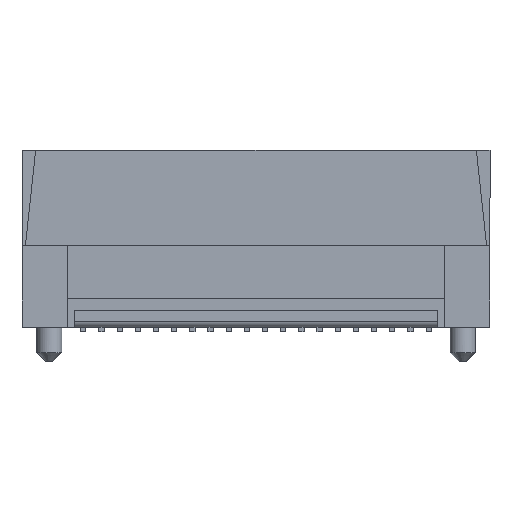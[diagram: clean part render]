
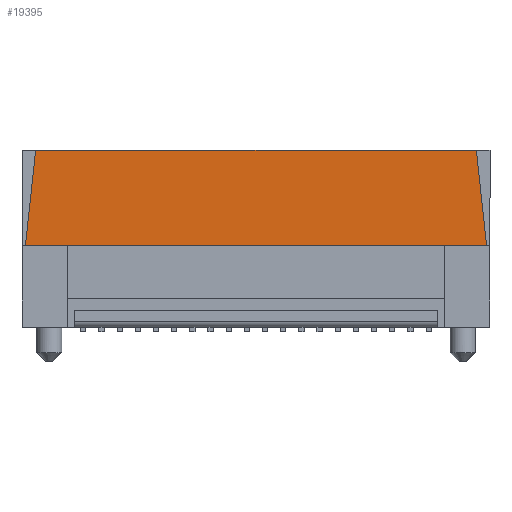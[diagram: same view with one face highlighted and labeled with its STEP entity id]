
A CAD part, front view. The second image highlights one B-rep face of the part: STEP entity #19395.
In plain terms, the highlighted planar face has unit normal (0, -1, 0).
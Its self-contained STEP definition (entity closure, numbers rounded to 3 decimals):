
#738=FACE_OUTER_BOUND('',#1671,.T.);
#1671=EDGE_LOOP('',(#15414,#15415,#15416,#15417));
#3693=LINE('',#29486,#6417);
#3801=LINE('',#29699,#6525);
#3807=LINE('',#29710,#6531);
#3808=LINE('',#29711,#6532);
#6417=VECTOR('',#23541,1.94);
#6525=VECTOR('',#23665,2.03);
#6531=VECTOR('',#23673,0.422);
#6532=VECTOR('',#23674,0.422);
#8822=VERTEX_POINT('',#29483);
#8823=VERTEX_POINT('',#29485);
#8919=VERTEX_POINT('',#29696);
#8920=VERTEX_POINT('',#29698);
#11164=EDGE_CURVE('',#8822,#8823,#3693,.T.);
#11272=EDGE_CURVE('',#8920,#8919,#3801,.T.);
#11278=EDGE_CURVE('',#8919,#8823,#3807,.T.);
#11279=EDGE_CURVE('',#8822,#8920,#3808,.T.);
#15414=ORIENTED_EDGE('',*,*,#11272,.T.);
#15415=ORIENTED_EDGE('',*,*,#11278,.T.);
#15416=ORIENTED_EDGE('',*,*,#11164,.F.);
#15417=ORIENTED_EDGE('',*,*,#11279,.T.);
#18474=PLANE('',#20383);
#19395=ADVANCED_FACE('',(#738),#18474,.F.);
#20383=AXIS2_PLACEMENT_3D('',#29709,#23671,#23672);
#23541=DIRECTION('',(1.,0.,0.));
#23665=DIRECTION('',(1.,0.,0.));
#23671=DIRECTION('center_axis',(0.,1.,0.));
#23672=DIRECTION('ref_axis',(0.,0.,1.));
#23673=DIRECTION('',(-0.107,0.,0.994));
#23674=DIRECTION('',(-0.107,0.,-0.994));
#29483=CARTESIAN_POINT('',(-1.026,0.743,2.078));
#29485=CARTESIAN_POINT('',(0.914,0.743,2.078));
#29486=CARTESIAN_POINT('',(-0.226,0.743,2.078));
#29696=CARTESIAN_POINT('',(0.959,0.743,1.658));
#29698=CARTESIAN_POINT('',(-1.071,0.743,1.658));
#29699=CARTESIAN_POINT('',(-0.271,0.743,1.658));
#29709=CARTESIAN_POINT('Origin',(-1.105,0.743,1.658));
#29710=CARTESIAN_POINT('',(0.959,0.743,1.658));
#29711=CARTESIAN_POINT('',(-1.026,0.743,2.078));
